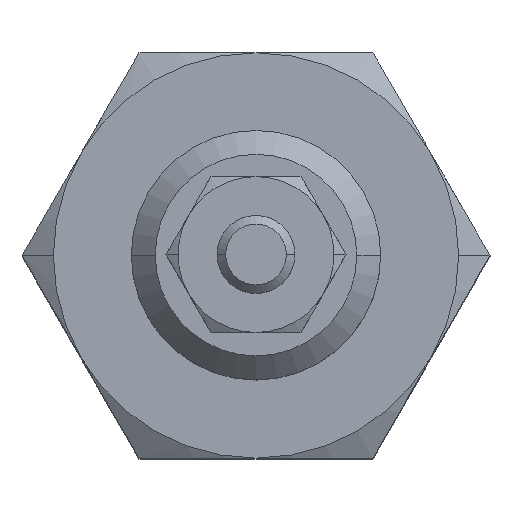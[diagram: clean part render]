
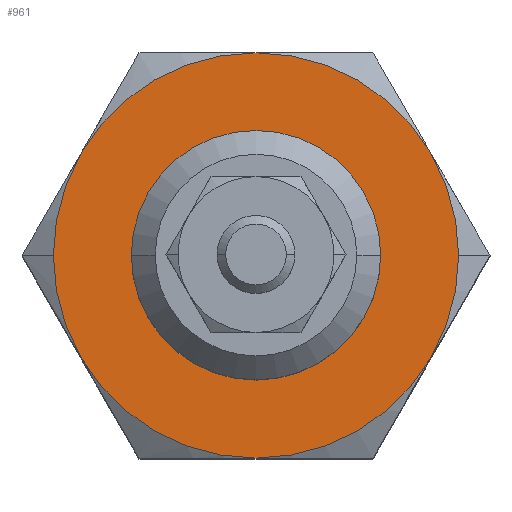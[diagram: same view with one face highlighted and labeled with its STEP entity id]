
A CAD part, top view. The second image highlights one B-rep face of the part: STEP entity #961.
In plain terms, the highlighted planar face has unit normal (0, 0, 1).
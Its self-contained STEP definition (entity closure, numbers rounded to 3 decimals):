
#873=EDGE_CURVE('',#943,#1273,#2256,.T.);
#943=VERTEX_POINT('',#2337);
#961=ADVANCED_FACE('',(#2356,#2357),#2358,.T.);
#995=EDGE_CURVE('',#1273,#1483,#2397,.T.);
#1083=EDGE_CURVE('',#1809,#1343,#2493,.T.);
#1085=VERTEX_POINT('',#2495);
#1091=EDGE_CURVE('',#1085,#943,#2502,.T.);
#1181=VERTEX_POINT('',#2604);
#1211=EDGE_CURVE('',#1735,#1247,#2637,.T.);
#1247=VERTEX_POINT('',#2679);
#1273=VERTEX_POINT('',#2706);
#1341=EDGE_CURVE('',#1247,#1085,#2783,.T.);
#1343=VERTEX_POINT('',#2785);
#1391=EDGE_CURVE('',#1483,#1809,#2837,.T.);
#1483=VERTEX_POINT('',#2946);
#1555=VERTEX_POINT('',#3028);
#1585=EDGE_CURVE('',#1181,#1555,#3062,.T.);
#1597=EDGE_CURVE('',#1343,#1735,#3075,.T.);
#1671=EDGE_CURVE('',#1555,#1181,#3159,.T.);
#1735=VERTEX_POINT('',#3232);
#1809=VERTEX_POINT('',#3313);
#2256=CIRCLE('',#3897,6.5);
#2337=CARTESIAN_POINT('',(5.629,-3.25,32.0));
#2356=FACE_OUTER_BOUND('',#4089,.T.);
#2357=FACE_BOUND('',#4090,.T.);
#2358=PLANE('',#4091);
#2397=CIRCLE('',#4168,6.5);
#2493=CIRCLE('',#4336,6.5);
#2495=CARTESIAN_POINT('',(6.5,0.,32.0));
#2502=CIRCLE('',#4347,6.5);
#2604=CARTESIAN_POINT('',(0.,4.,32.0));
#2637=CIRCLE('',#4623,6.5);
#2679=CARTESIAN_POINT('',(5.629,3.25,32.0));
#2706=CARTESIAN_POINT('',(0.,-6.5,32.0));
#2783=CIRCLE('',#4937,6.5);
#2785=CARTESIAN_POINT('',(-5.629,3.25,32.0));
#2837=CIRCLE('',#5041,6.5);
#2946=CARTESIAN_POINT('',(-5.629,-3.25,32.0));
#3028=CARTESIAN_POINT('',(0.,-4.,32.0));
#3062=CIRCLE('',#5451,4.);
#3075=CIRCLE('',#5468,6.5);
#3159=CIRCLE('',#5612,4.);
#3232=CARTESIAN_POINT('',(0.,6.5,32.0));
#3313=CARTESIAN_POINT('',(-6.5,0.,32.0));
#3897=AXIS2_PLACEMENT_3D('',#6585,#6586,#6587);
#4089=EDGE_LOOP('',(#6699,#6700,#6701,#6702,#6703,#6704,#6705,#6706));
#4090=EDGE_LOOP('',(#6707,#6708));
#4091=AXIS2_PLACEMENT_3D('',#6709,#6710,#6711);
#4168=AXIS2_PLACEMENT_3D('',#6755,#6756,#6757);
#4336=AXIS2_PLACEMENT_3D('',#6860,#6861,#6862);
#4347=AXIS2_PLACEMENT_3D('',#6873,#6874,#6875);
#4623=AXIS2_PLACEMENT_3D('',#7030,#7031,#7032);
#4937=AXIS2_PLACEMENT_3D('',#7201,#7202,#7203);
#5041=AXIS2_PLACEMENT_3D('',#7251,#7252,#7253);
#5451=AXIS2_PLACEMENT_3D('',#7519,#7520,#7521);
#5468=AXIS2_PLACEMENT_3D('',#7539,#7540,#7541);
#5612=AXIS2_PLACEMENT_3D('',#7646,#7647,#7648);
#6585=CARTESIAN_POINT('',(0.,0.,32.0));
#6586=DIRECTION('',(-0.0,0.0,-1.0));
#6587=DIRECTION('',(-1.0,0.,0.0));
#6699=ORIENTED_EDGE('',*,*,#1391,.F.);
#6700=ORIENTED_EDGE('',*,*,#995,.F.);
#6701=ORIENTED_EDGE('',*,*,#873,.F.);
#6702=ORIENTED_EDGE('',*,*,#1091,.F.);
#6703=ORIENTED_EDGE('',*,*,#1341,.F.);
#6704=ORIENTED_EDGE('',*,*,#1211,.F.);
#6705=ORIENTED_EDGE('',*,*,#1597,.F.);
#6706=ORIENTED_EDGE('',*,*,#1083,.F.);
#6707=ORIENTED_EDGE('',*,*,#1671,.T.);
#6708=ORIENTED_EDGE('',*,*,#1585,.T.);
#6709=CARTESIAN_POINT('',(-4.866,0.,32.0));
#6710=DIRECTION('',(0.0,0.0,1.0));
#6711=DIRECTION('',(-1.0,0.,0.0));
#6755=CARTESIAN_POINT('',(0.,0.,32.0));
#6756=DIRECTION('',(-0.0,0.0,-1.0));
#6757=DIRECTION('',(-1.0,0.,0.0));
#6860=CARTESIAN_POINT('',(0.,0.,32.0));
#6861=DIRECTION('',(-0.0,0.0,-1.0));
#6862=DIRECTION('',(-1.0,0.,0.0));
#6873=CARTESIAN_POINT('',(0.,0.,32.0));
#6874=DIRECTION('',(-0.0,0.0,-1.0));
#6875=DIRECTION('',(-1.0,0.,0.0));
#7030=CARTESIAN_POINT('',(0.,0.,32.0));
#7031=DIRECTION('',(-0.0,0.0,-1.0));
#7032=DIRECTION('',(-1.0,0.,0.0));
#7201=CARTESIAN_POINT('',(0.,0.,32.0));
#7202=DIRECTION('',(-0.0,0.0,-1.0));
#7203=DIRECTION('',(-1.0,0.,0.0));
#7251=CARTESIAN_POINT('',(0.,0.,32.0));
#7252=DIRECTION('',(-0.0,0.0,-1.0));
#7253=DIRECTION('',(-1.0,0.,0.0));
#7519=CARTESIAN_POINT('',(0.0,0.,32.0));
#7520=DIRECTION('',(0.0,0.0,-1.0));
#7521=DIRECTION('',(0.,-1.0,0.0));
#7539=CARTESIAN_POINT('',(0.,0.,32.0));
#7540=DIRECTION('',(-0.0,0.0,-1.0));
#7541=DIRECTION('',(-1.0,0.,0.0));
#7646=CARTESIAN_POINT('',(0.0,0.,32.0));
#7647=DIRECTION('',(0.0,0.0,-1.0));
#7648=DIRECTION('',(0.,-1.0,0.0));
